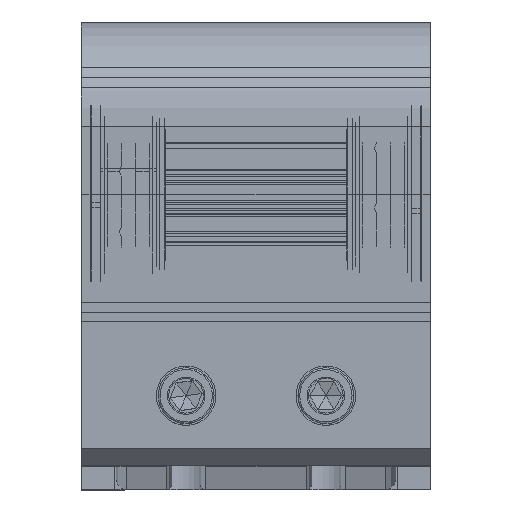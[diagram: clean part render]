
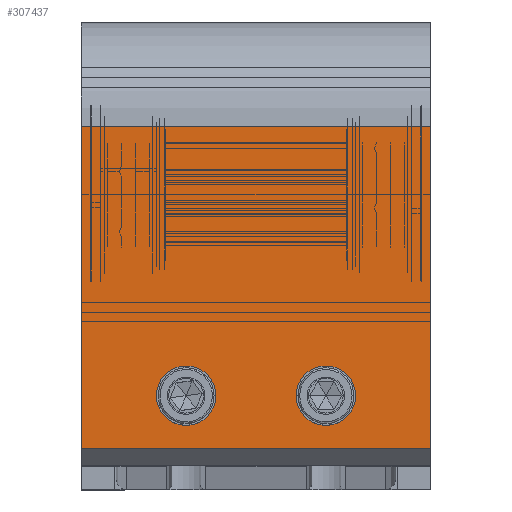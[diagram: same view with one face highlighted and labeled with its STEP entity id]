
A CAD part, top view. The second image highlights one B-rep face of the part: STEP entity #307437.
In plain terms, the highlighted planar face has unit normal (0, 0, 1).
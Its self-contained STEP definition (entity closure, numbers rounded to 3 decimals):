
#6421 = CARTESIAN_POINT ( 'NONE',  ( 140.158, 218.108, 657.202 ) ) ;
#16254 = VERTEX_POINT ( 'NONE', #186489 ) ;
#17428 = EDGE_CURVE ( 'NONE', #132429, #145922, #303372, .T. ) ;
#18882 = DIRECTION ( 'NONE',  ( 0., 1., 0. ) ) ;
#19607 = AXIS2_PLACEMENT_3D ( 'NONE', #313510, #45130, #18882 ) ;
#23472 = EDGE_CURVE ( 'NONE', #318750, #292345, #262732, .T. ) ;
#26826 = VECTOR ( 'NONE', #311526, 1000. ) ;
#27603 = DIRECTION ( 'NONE',  ( 0., 0., 1. ) ) ;
#29173 = ORIENTED_EDGE ( 'NONE', *, *, #294912, .F. ) ;
#34121 = CARTESIAN_POINT ( 'NONE',  ( 180.158, 218.108, 657.202 ) ) ;
#40607 = DIRECTION ( 'NONE',  ( -1., 0., 0. ) ) ;
#41899 = DIRECTION ( 'NONE',  ( 0., 0., 1. ) ) ;
#45130 = DIRECTION ( 'NONE',  ( 0., 0., -1. ) ) ;
#45445 = DIRECTION ( 'NONE',  ( 1., 0., 0. ) ) ;
#66795 = CARTESIAN_POINT ( 'NONE',  ( 201.658, 295.108, 657.202 ) ) ;
#78853 = AXIS2_PLACEMENT_3D ( 'NONE', #250259, #224068, #304284 ) ;
#84254 = CARTESIAN_POINT ( 'NONE',  ( 101.658, 295.108, 657.202 ) ) ;
#87711 = CARTESIAN_POINT ( 'NONE',  ( 131.658, 218.108, 657.202 ) ) ;
#93591 = VERTEX_POINT ( 'NONE', #34121 ) ;
#94274 = ORIENTED_EDGE ( 'NONE', *, *, #23472, .F. ) ;
#94749 = CARTESIAN_POINT ( 'NONE',  ( 101.658, 203.108, 657.202 ) ) ;
#98802 = LINE ( 'NONE', #205220, #26826 ) ;
#113710 = CARTESIAN_POINT ( 'NONE',  ( 101.658, 203.108, 657.202 ) ) ;
#114874 = ORIENTED_EDGE ( 'NONE', *, *, #229158, .F. ) ;
#116537 = ORIENTED_EDGE ( 'NONE', *, *, #228080, .F. ) ;
#117334 = LINE ( 'NONE', #66795, #255206 ) ;
#118147 = EDGE_LOOP ( 'NONE', ( #280595, #270363, #199114, #171849 ) ) ;
#124425 = VERTEX_POINT ( 'NONE', #178863 ) ;
#130102 = CARTESIAN_POINT ( 'NONE',  ( 201.658, 203.108, 657.202 ) ) ;
#132429 = VERTEX_POINT ( 'NONE', #130102 ) ;
#141045 = AXIS2_PLACEMENT_3D ( 'NONE', #87711, #41899, #216852 ) ;
#142790 = FACE_BOUND ( 'NONE', #263363, .T. ) ;
#145922 = VERTEX_POINT ( 'NONE', #113710 ) ;
#147770 = AXIS2_PLACEMENT_3D ( 'NONE', #284321, #253056, #45445 ) ;
#154750 = EDGE_LOOP ( 'NONE', ( #114874, #29173 ) ) ;
#171849 = ORIENTED_EDGE ( 'NONE', *, *, #208180, .T. ) ;
#176869 = VECTOR ( 'NONE', #329448, 1000. ) ;
#178863 = CARTESIAN_POINT ( 'NONE',  ( 163.158, 218.108, 657.202 ) ) ;
#186489 = CARTESIAN_POINT ( 'NONE',  ( 201.658, 295.108, 657.202 ) ) ;
#199113 = VERTEX_POINT ( 'NONE', #84254 ) ;
#199114 = ORIENTED_EDGE ( 'NONE', *, *, #231362, .F. ) ;
#204594 = DIRECTION ( 'NONE',  ( 0., -1., 0. ) ) ;
#205115 = CARTESIAN_POINT ( 'NONE',  ( 123.158, 218.108, 657.202 ) ) ;
#205220 = CARTESIAN_POINT ( 'NONE',  ( 201.658, 203.108, 657.202 ) ) ;
#208180 = EDGE_CURVE ( 'NONE', #16254, #199113, #117334, .T. ) ;
#216852 = DIRECTION ( 'NONE',  ( 1., 0., 0. ) ) ;
#223564 = CIRCLE ( 'NONE', #234790, 8.5 ) ;
#224068 = DIRECTION ( 'NONE',  ( 0., 0., 1. ) ) ;
#228080 = EDGE_CURVE ( 'NONE', #292345, #318750, #246967, .T. ) ;
#229158 = EDGE_CURVE ( 'NONE', #93591, #124425, #320530, .T. ) ;
#231362 = EDGE_CURVE ( 'NONE', #16254, #132429, #98802, .T. ) ;
#232991 = VECTOR ( 'NONE', #204594, 1000. ) ;
#234790 = AXIS2_PLACEMENT_3D ( 'NONE', #240380, #27603, #242055 ) ;
#234818 = EDGE_CURVE ( 'NONE', #199113, #145922, #286571, .T. ) ;
#240380 = CARTESIAN_POINT ( 'NONE',  ( 171.658, 218.108, 657.202 ) ) ;
#242055 = DIRECTION ( 'NONE',  ( 1., 0., 0. ) ) ;
#246967 = CIRCLE ( 'NONE', #141045, 8.5 ) ;
#250259 = CARTESIAN_POINT ( 'NONE',  ( 131.658, 218.108, 657.202 ) ) ;
#251108 = CARTESIAN_POINT ( 'NONE',  ( 201.658, 203.108, 657.202 ) ) ;
#252752 = FACE_OUTER_BOUND ( 'NONE', #118147, .T. ) ;
#253056 = DIRECTION ( 'NONE',  ( 0., 0., 1. ) ) ;
#255206 = VECTOR ( 'NONE', #40607, 1000. ) ;
#262732 = CIRCLE ( 'NONE', #78853, 8.5 ) ;
#263363 = EDGE_LOOP ( 'NONE', ( #116537, #94274 ) ) ;
#270363 = ORIENTED_EDGE ( 'NONE', *, *, #17428, .F. ) ;
#280595 = ORIENTED_EDGE ( 'NONE', *, *, #234818, .T. ) ;
#284321 = CARTESIAN_POINT ( 'NONE',  ( 171.658, 218.108, 657.202 ) ) ;
#286571 = LINE ( 'NONE', #94749, #232991 ) ;
#292345 = VERTEX_POINT ( 'NONE', #6421 ) ;
#294912 = EDGE_CURVE ( 'NONE', #124425, #93591, #223564, .T. ) ;
#303372 = LINE ( 'NONE', #251108, #176869 ) ;
#304284 = DIRECTION ( 'NONE',  ( 1., 0., 0. ) ) ;
#305017 = PLANE ( 'NONE',  #19607 ) ;
#307437 = ADVANCED_FACE ( 'NONE', ( #142790, #331080, #252752 ), #305017, .F. ) ;
#311526 = DIRECTION ( 'NONE',  ( 0., -1., 0. ) ) ;
#313510 = CARTESIAN_POINT ( 'NONE',  ( 201.658, 203.108, 657.202 ) ) ;
#318750 = VERTEX_POINT ( 'NONE', #205115 ) ;
#320530 = CIRCLE ( 'NONE', #147770, 8.5 ) ;
#329448 = DIRECTION ( 'NONE',  ( -1., 0., 0. ) ) ;
#331080 = FACE_BOUND ( 'NONE', #154750, .T. ) ;
